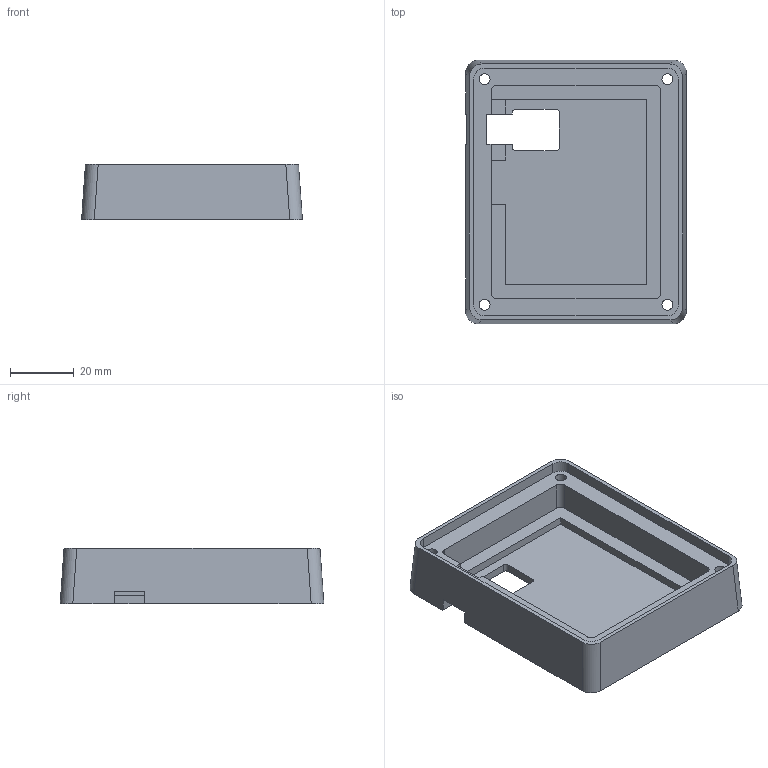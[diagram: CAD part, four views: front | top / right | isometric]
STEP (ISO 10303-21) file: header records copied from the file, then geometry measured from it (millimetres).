
FILE_DESCRIPTION(/* description */ (''),/* implementation_level */ '2;1');
FILE_NAME(/* name */ 'Bottom.step',/* time_stamp */ '2026-02-02T02:57:54-05:00',/* author */ (''),/* organization */ (''),/* preprocessor_version */ 'ST-DEVELOPER v20.1',/* originating_system */ 'Autodesk Translation Framework v14.21.0.0',/* authorisation */ '');
FILE_SCHEMA (('AUTOMOTIVE_DESIGN { 1 0 10303 214 3 1 1 }'));
Length unit declared in the file: millimetre
Products named in the file (1): 2026-02-01-13-15-46-677
Bounding box: 69.5 x 83 x 17.5 mm (x, y, z)
Volume: 38978.2 mm3; surface area: 20245.6 mm2
Topology: 1 solids, 1 shells, 65 faces, 177 edges, 118 vertices
Faces by surface type: plane 41, cylinder 24
Full cylindrical faces by diameter (mm): 3.4 x4, 6 x4
Entity records: 2112 total; most frequent: CARTESIAN_POINT 361, DIRECTION 357, ORIENTED_EDGE 354, EDGE_CURVE 177, LINE 129, VECTOR 129, VERTEX_POINT 118, AXIS2_PLACEMENT_3D 114
